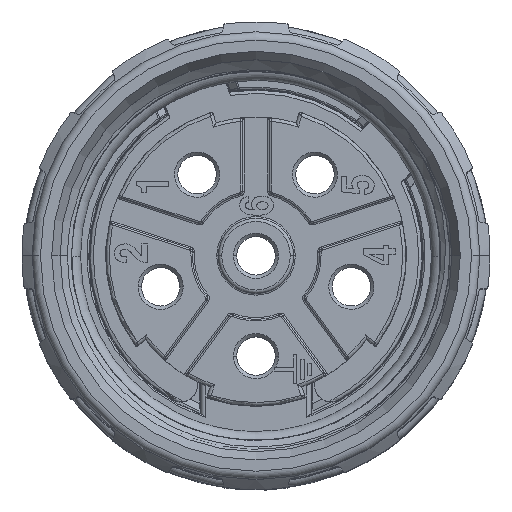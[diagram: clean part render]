
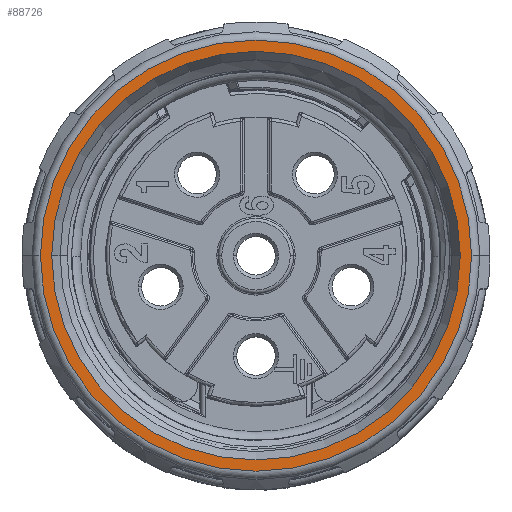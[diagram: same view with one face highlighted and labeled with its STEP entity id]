
A CAD part, top view. The second image highlights one B-rep face of the part: STEP entity #88726.
In plain terms, the highlighted planar face has unit normal (0, 0, 1).
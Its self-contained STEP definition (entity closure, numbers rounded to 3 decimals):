
#27830=CARTESIAN_POINT('',(0.,0.,45.7));
#27831=DIRECTION('',(0.,0.,-1.));
#27832=DIRECTION('',(1.,0.,0.));
#27833=AXIS2_PLACEMENT_3D('',#27830,#27831,#27832);
#27839=CARTESIAN_POINT('',(0.,0.,45.7));
#27840=DIRECTION('',(0.,0.,-1.));
#27841=DIRECTION('',(-1.,0.,0.));
#27842=AXIS2_PLACEMENT_3D('',#27839,#27840,#27841);
#27862=CARTESIAN_POINT('',(0.,0.,45.7));
#27863=DIRECTION('',(0.,0.,1.));
#27864=DIRECTION('',(-1.,0.,0.));
#27865=AXIS2_PLACEMENT_3D('',#27862,#27863,#27864);
#27872=CARTESIAN_POINT('',(0.,0.,45.7));
#27873=DIRECTION('',(0.,0.,1.));
#27874=DIRECTION('',(1.,0.,0.));
#27875=AXIS2_PLACEMENT_3D('',#27872,#27873,#27874);
#39960=CARTESIAN_POINT('',(-12.225,0.,45.7));
#39961=VERTEX_POINT('',#39960);
#39962=CARTESIAN_POINT('',(12.225,0.,45.7));
#39963=VERTEX_POINT('',#39962);
#40339=CARTESIAN_POINT('',(12.9,0.,45.7));
#40340=VERTEX_POINT('',#40339);
#40341=CARTESIAN_POINT('',(-12.9,0.,45.7));
#40342=VERTEX_POINT('',#40341);
#88711=CARTESIAN_POINT('',(0.,0.,45.7));
#88712=DIRECTION('',(0.,0.,-1.));
#88713=DIRECTION('',(1.,0.,0.));
#88714=AXIS2_PLACEMENT_3D('',#88711,#88712,#88713);
#88715=PLANE('',#88714);
#88717=ORIENTED_EDGE('',*,*,#88716,.F.);
#88719=ORIENTED_EDGE('',*,*,#88718,.F.);
#88720=EDGE_LOOP('',(#88717,#88719));
#88721=FACE_OUTER_BOUND('',#88720,.F.);
#88722=ORIENTED_EDGE('',*,*,#88693,.F.);
#88723=ORIENTED_EDGE('',*,*,#88678,.F.);
#88724=EDGE_LOOP('',(#88722,#88723));
#88725=FACE_BOUND('',#88724,.F.);
#27834=CIRCLE('',#27833,12.225);
#27843=CIRCLE('',#27842,12.225);
#27866=CIRCLE('',#27865,12.9);
#27876=CIRCLE('',#27875,12.9);
#88678=EDGE_CURVE('',#39963,#39961,#27834,.T.);
#88693=EDGE_CURVE('',#39961,#39963,#27843,.T.);
#88716=EDGE_CURVE('',#40342,#40340,#27866,.T.);
#88718=EDGE_CURVE('',#40340,#40342,#27876,.T.);
#88726=ADVANCED_FACE('',(#88721,#88725),#88715,.F.);
